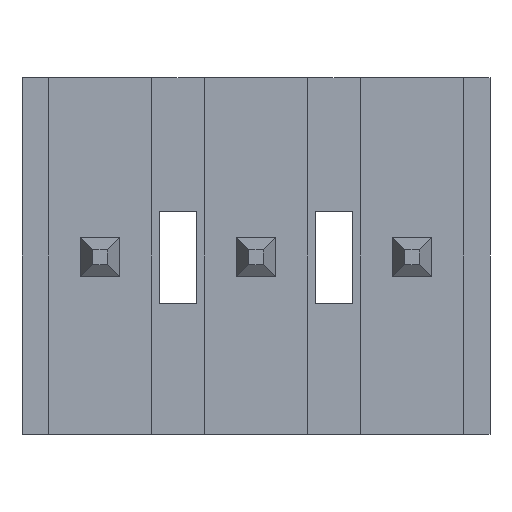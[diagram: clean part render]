
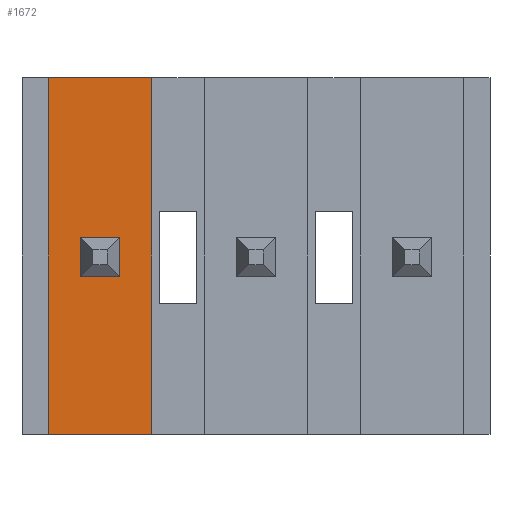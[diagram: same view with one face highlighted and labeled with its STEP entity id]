
A CAD part, front view. The second image highlights one B-rep face of the part: STEP entity #1672.
In plain terms, the highlighted planar face has unit normal (0, -1, 0).
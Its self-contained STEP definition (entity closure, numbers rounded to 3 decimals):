
#19=FACE_BOUND('',#129,.T.);
#35=FACE_OUTER_BOUND('',#128,.T.);
#128=EDGE_LOOP('',(#1084,#1085,#1086,#1087));
#129=EDGE_LOOP('',(#1088,#1089,#1090,#1091));
#231=LINE('',#2310,#454);
#260=LINE('',#2367,#483);
#261=LINE('',#2370,#484);
#262=LINE('',#2371,#485);
#263=LINE('',#2374,#486);
#264=LINE('',#2376,#487);
#265=LINE('',#2378,#488);
#266=LINE('',#2379,#489);
#454=VECTOR('',#1889,1.68);
#483=VECTOR('',#1930,5.8);
#484=VECTOR('',#1933,1.68);
#485=VECTOR('',#1934,5.8);
#486=VECTOR('',#1935,0.64);
#487=VECTOR('',#1936,0.64);
#488=VECTOR('',#1937,0.64);
#489=VECTOR('',#1938,0.64);
#676=VERTEX_POINT('',#2307);
#677=VERTEX_POINT('',#2309);
#699=VERTEX_POINT('',#2365);
#700=VERTEX_POINT('',#2369);
#701=VERTEX_POINT('',#2372);
#702=VERTEX_POINT('',#2373);
#703=VERTEX_POINT('',#2375);
#704=VERTEX_POINT('',#2377);
#819=EDGE_CURVE('',#677,#676,#231,.T.);
#848=EDGE_CURVE('',#676,#699,#260,.T.);
#849=EDGE_CURVE('',#700,#699,#261,.T.);
#850=EDGE_CURVE('',#677,#700,#262,.T.);
#851=EDGE_CURVE('',#701,#702,#263,.T.);
#852=EDGE_CURVE('',#701,#703,#264,.T.);
#853=EDGE_CURVE('',#703,#704,#265,.T.);
#854=EDGE_CURVE('',#702,#704,#266,.T.);
#1084=ORIENTED_EDGE('',*,*,#849,.F.);
#1085=ORIENTED_EDGE('',*,*,#850,.F.);
#1086=ORIENTED_EDGE('',*,*,#819,.T.);
#1087=ORIENTED_EDGE('',*,*,#848,.T.);
#1088=ORIENTED_EDGE('',*,*,#851,.F.);
#1089=ORIENTED_EDGE('',*,*,#852,.T.);
#1090=ORIENTED_EDGE('',*,*,#853,.T.);
#1091=ORIENTED_EDGE('',*,*,#854,.F.);
#1490=PLANE('',#1786);
#1672=ADVANCED_FACE('',(#35,#19),#1490,.F.);
#1786=AXIS2_PLACEMENT_3D('',#2368,#1931,#1932);
#1889=DIRECTION('',(-1.,0.,0.));
#1930=DIRECTION('',(0.,0.,-1.));
#1931=DIRECTION('center_axis',(0.,1.,0.));
#1932=DIRECTION('ref_axis',(-1.,0.,0.));
#1933=DIRECTION('',(-1.,0.,0.));
#1934=DIRECTION('',(0.,0.,-1.));
#1935=DIRECTION('',(0.,0.,-1.));
#1936=DIRECTION('',(1.,0.,0.));
#1937=DIRECTION('',(0.,0.,-1.));
#1938=DIRECTION('',(1.,0.,0.));
#2307=CARTESIAN_POINT('',(-3.38,-0.94,2.9));
#2309=CARTESIAN_POINT('',(-1.7,-0.94,2.9));
#2310=CARTESIAN_POINT('',(-1.7,-0.94,2.9));
#2365=CARTESIAN_POINT('',(-3.38,-0.94,-2.9));
#2367=CARTESIAN_POINT('',(-3.38,-0.94,2.9));
#2368=CARTESIAN_POINT('Origin',(-1.7,-0.94,2.9));
#2369=CARTESIAN_POINT('',(-1.7,-0.94,-2.9));
#2370=CARTESIAN_POINT('',(-1.7,-0.94,-2.9));
#2371=CARTESIAN_POINT('',(-1.7,-0.94,2.9));
#2372=CARTESIAN_POINT('',(-2.86,-0.94,0.3));
#2373=CARTESIAN_POINT('',(-2.86,-0.94,-0.34));
#2374=CARTESIAN_POINT('',(-2.86,-0.94,0.3));
#2375=CARTESIAN_POINT('',(-2.22,-0.94,0.3));
#2376=CARTESIAN_POINT('',(-2.86,-0.94,0.3));
#2377=CARTESIAN_POINT('',(-2.22,-0.94,-0.34));
#2378=CARTESIAN_POINT('',(-2.22,-0.94,0.3));
#2379=CARTESIAN_POINT('',(-2.86,-0.94,-0.34));
